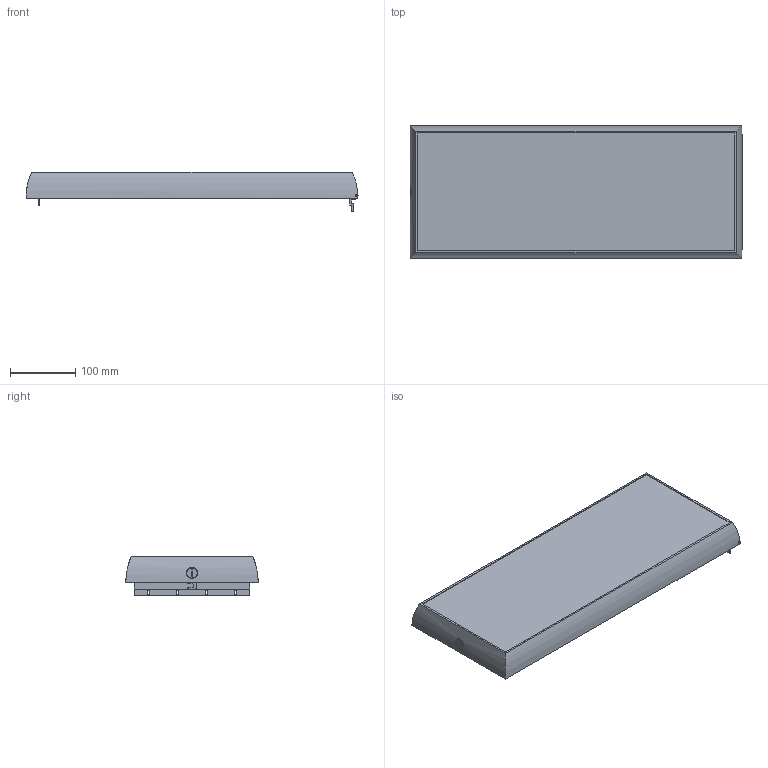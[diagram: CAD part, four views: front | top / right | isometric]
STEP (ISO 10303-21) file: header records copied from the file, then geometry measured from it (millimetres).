
FILE_DESCRIPTION((''),'2;1');
FILE_NAME('A20119XXRCXX_84-004_ASM','2014-09-24T',('wkoerber'),(''),'PRO/ENGINEER BY PARAMETRIC TECHNOLOGY CORPORATION, 2010160','PRO/ENGINEER BY PARAMETRIC TECHNOLOGY CORPORATION, 2010160','');
FILE_SCHEMA(('AUTOMOTIVE_DESIGN { 1 0 10303 214 1 1 1 1 }'));
Length unit declared in the file: millimetre
Products named in the file (4): A20119XXRCXX_84-004; A17317XXRCXX_004; RC-SCHLOSS-FRONTTUER; A20119XXRCXX_84-004_ASM
Assembly tree (4 placements, depth 2):
  A20119XXRCXX_84-004_ASM
    A20119XXRCXX_84-004
    A17317XXRCXX_004
    RC-SCHLOSS-FRONTTUER  x2
Bounding box: 508.99 x 202.8 x 60.5 mm (x, y, z)
Volume: 800164.4 mm3; surface area: 321815.8 mm2
Topology: 4 solids, 4 shells, 177 faces, 451 edges, 298 vertices
Faces by surface type: plane 110, cylinder 63, cone 4
Entity records: 4159 total; most frequent: CARTESIAN_POINT 770, DIRECTION 663, ORIENTED_EDGE 646, EDGE_CURVE 323, VECTOR 223, LINE 223, AXIS2_PLACEMENT_3D 220, VERTEX_POINT 214
